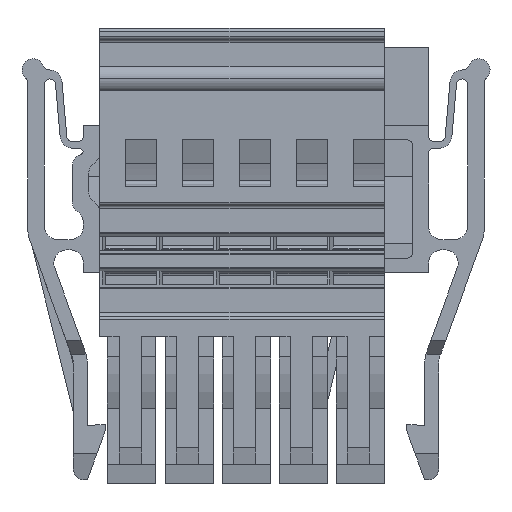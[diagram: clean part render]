
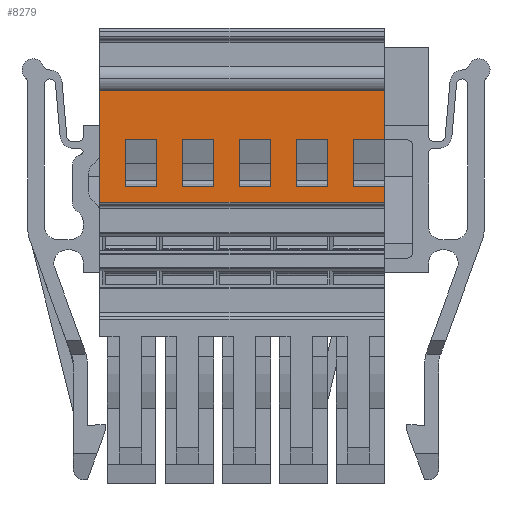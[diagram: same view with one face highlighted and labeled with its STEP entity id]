
A CAD part, front view. The second image highlights one B-rep face of the part: STEP entity #8279.
In plain terms, the highlighted planar face has unit normal (0, -1, 0).
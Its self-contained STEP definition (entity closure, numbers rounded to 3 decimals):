
#8107=AXIS2_PLACEMENT_3D('Plane Axis2P3D',#8104,#8105,#8106) ;
#3241=CARTESIAN_POINT('Vertex',(32.45,0.6,35.155)) ;
#3244=CARTESIAN_POINT('Line Origine',(32.45,0.6,32.963)) ;
#3248=CARTESIAN_POINT('Vertex',(32.45,0.6,30.772)) ;
#3297=CARTESIAN_POINT('Vertex',(32.45,0.6,26.556)) ;
#3300=CARTESIAN_POINT('Line Origine',(32.45,0.6,25.878)) ;
#3304=CARTESIAN_POINT('Vertex',(32.45,0.6,25.2)) ;
#6167=CARTESIAN_POINT('Vertex',(6.95,0.6,25.2)) ;
#6170=CARTESIAN_POINT('Line Origine',(6.95,0.6,30.177)) ;
#6174=CARTESIAN_POINT('Vertex',(6.95,0.6,35.155)) ;
#8091=CARTESIAN_POINT('Line Origine',(32.45,0.6,35.155)) ;
#8104=CARTESIAN_POINT('Axis2P3D Location',(32.45,0.6,26.556)) ;
#8109=CARTESIAN_POINT('Line Origine',(29.65,0.6,28.664)) ;
#8113=CARTESIAN_POINT('Vertex',(29.65,0.6,30.772)) ;
#8115=CARTESIAN_POINT('Vertex',(29.65,0.6,26.556)) ;
#8118=CARTESIAN_POINT('Line Origine',(31.05,0.6,30.772)) ;
#8123=CARTESIAN_POINT('Line Origine',(19.7,0.6,25.2)) ;
#8128=CARTESIAN_POINT('Line Origine',(31.05,0.6,26.556)) ;
#8143=CARTESIAN_POINT('Line Origine',(25.95,0.6,30.772)) ;
#8147=CARTESIAN_POINT('Vertex',(27.35,0.6,30.772)) ;
#8149=CARTESIAN_POINT('Vertex',(24.55,0.6,30.772)) ;
#8152=CARTESIAN_POINT('Line Origine',(27.35,0.6,28.664)) ;
#8156=CARTESIAN_POINT('Vertex',(27.35,0.6,26.556)) ;
#8159=CARTESIAN_POINT('Line Origine',(25.95,0.6,26.556)) ;
#8163=CARTESIAN_POINT('Vertex',(24.55,0.6,26.556)) ;
#8166=CARTESIAN_POINT('Line Origine',(24.55,0.6,28.664)) ;
#8177=CARTESIAN_POINT('Line Origine',(20.85,0.6,30.772)) ;
#8181=CARTESIAN_POINT('Vertex',(22.25,0.6,30.772)) ;
#8183=CARTESIAN_POINT('Vertex',(19.45,0.6,30.772)) ;
#8186=CARTESIAN_POINT('Line Origine',(22.25,0.6,28.664)) ;
#8190=CARTESIAN_POINT('Vertex',(22.25,0.6,26.556)) ;
#8193=CARTESIAN_POINT('Line Origine',(20.85,0.6,26.556)) ;
#8197=CARTESIAN_POINT('Vertex',(19.45,0.6,26.556)) ;
#8200=CARTESIAN_POINT('Line Origine',(19.45,0.6,28.664)) ;
#8211=CARTESIAN_POINT('Line Origine',(15.75,0.6,30.772)) ;
#8215=CARTESIAN_POINT('Vertex',(17.15,0.6,30.772)) ;
#8217=CARTESIAN_POINT('Vertex',(14.35,0.6,30.772)) ;
#8220=CARTESIAN_POINT('Line Origine',(17.15,0.6,28.664)) ;
#8224=CARTESIAN_POINT('Vertex',(17.15,0.6,26.556)) ;
#8227=CARTESIAN_POINT('Line Origine',(15.75,0.6,26.556)) ;
#8231=CARTESIAN_POINT('Vertex',(14.35,0.6,26.556)) ;
#8234=CARTESIAN_POINT('Line Origine',(14.35,0.6,28.664)) ;
#8245=CARTESIAN_POINT('Line Origine',(10.65,0.6,30.772)) ;
#8249=CARTESIAN_POINT('Vertex',(12.05,0.6,30.772)) ;
#8251=CARTESIAN_POINT('Vertex',(9.25,0.6,30.772)) ;
#8254=CARTESIAN_POINT('Line Origine',(12.05,0.6,28.664)) ;
#8258=CARTESIAN_POINT('Vertex',(12.05,0.6,26.556)) ;
#8261=CARTESIAN_POINT('Line Origine',(10.65,0.6,26.556)) ;
#8265=CARTESIAN_POINT('Vertex',(9.25,0.6,26.556)) ;
#8268=CARTESIAN_POINT('Line Origine',(9.25,0.6,28.664)) ;
#3245=DIRECTION('Vector Direction',(0.,0.,-1.)) ;
#3301=DIRECTION('Vector Direction',(0.,0.,-1.)) ;
#6171=DIRECTION('Vector Direction',(0.,0.,-1.)) ;
#8092=DIRECTION('Vector Direction',(1.,0.,0.)) ;
#8105=DIRECTION('Axis2P3D Direction',(0.,1.,-0.)) ;
#8106=DIRECTION('Axis2P3D XDirection',(-1.,0.,0.)) ;
#8110=DIRECTION('Vector Direction',(0.,0.,-1.)) ;
#8119=DIRECTION('Vector Direction',(-1.,0.,0.)) ;
#8124=DIRECTION('Vector Direction',(-1.,0.,0.)) ;
#8129=DIRECTION('Vector Direction',(-1.,0.,0.)) ;
#8144=DIRECTION('Vector Direction',(-1.,0.,0.)) ;
#8153=DIRECTION('Vector Direction',(0.,0.,-1.)) ;
#8160=DIRECTION('Vector Direction',(-1.,0.,0.)) ;
#8167=DIRECTION('Vector Direction',(0.,0.,-1.)) ;
#8178=DIRECTION('Vector Direction',(-1.,0.,0.)) ;
#8187=DIRECTION('Vector Direction',(0.,0.,-1.)) ;
#8194=DIRECTION('Vector Direction',(-1.,0.,0.)) ;
#8201=DIRECTION('Vector Direction',(0.,0.,-1.)) ;
#8212=DIRECTION('Vector Direction',(-1.,0.,0.)) ;
#8221=DIRECTION('Vector Direction',(0.,0.,-1.)) ;
#8228=DIRECTION('Vector Direction',(-1.,0.,0.)) ;
#8235=DIRECTION('Vector Direction',(0.,0.,-1.)) ;
#8246=DIRECTION('Vector Direction',(-1.,0.,0.)) ;
#8255=DIRECTION('Vector Direction',(0.,0.,-1.)) ;
#8262=DIRECTION('Vector Direction',(-1.,0.,0.)) ;
#8269=DIRECTION('Vector Direction',(0.,0.,-1.)) ;
#3246=VECTOR('Line Direction',#3245,1.) ;
#3302=VECTOR('Line Direction',#3301,1.) ;
#6172=VECTOR('Line Direction',#6171,1.) ;
#8093=VECTOR('Line Direction',#8092,1.) ;
#8111=VECTOR('Line Direction',#8110,1.) ;
#8120=VECTOR('Line Direction',#8119,1.) ;
#8125=VECTOR('Line Direction',#8124,1.) ;
#8130=VECTOR('Line Direction',#8129,1.) ;
#8145=VECTOR('Line Direction',#8144,1.) ;
#8154=VECTOR('Line Direction',#8153,1.) ;
#8161=VECTOR('Line Direction',#8160,1.) ;
#8168=VECTOR('Line Direction',#8167,1.) ;
#8179=VECTOR('Line Direction',#8178,1.) ;
#8188=VECTOR('Line Direction',#8187,1.) ;
#8195=VECTOR('Line Direction',#8194,1.) ;
#8202=VECTOR('Line Direction',#8201,1.) ;
#8213=VECTOR('Line Direction',#8212,1.) ;
#8222=VECTOR('Line Direction',#8221,1.) ;
#8229=VECTOR('Line Direction',#8228,1.) ;
#8236=VECTOR('Line Direction',#8235,1.) ;
#8247=VECTOR('Line Direction',#8246,1.) ;
#8256=VECTOR('Line Direction',#8255,1.) ;
#8263=VECTOR('Line Direction',#8262,1.) ;
#8270=VECTOR('Line Direction',#8269,1.) ;
#8134=ORIENTED_EDGE('',*,*,#8117,.F.) ;
#8135=ORIENTED_EDGE('',*,*,#8122,.F.) ;
#8136=ORIENTED_EDGE('',*,*,#3250,.F.) ;
#8137=ORIENTED_EDGE('',*,*,#8095,.T.) ;
#8138=ORIENTED_EDGE('',*,*,#6176,.T.) ;
#8139=ORIENTED_EDGE('',*,*,#8127,.F.) ;
#8140=ORIENTED_EDGE('',*,*,#3306,.F.) ;
#8141=ORIENTED_EDGE('',*,*,#8132,.T.) ;
#8172=ORIENTED_EDGE('',*,*,#8151,.F.) ;
#8173=ORIENTED_EDGE('',*,*,#8158,.T.) ;
#8174=ORIENTED_EDGE('',*,*,#8165,.T.) ;
#8175=ORIENTED_EDGE('',*,*,#8170,.F.) ;
#8206=ORIENTED_EDGE('',*,*,#8185,.F.) ;
#8207=ORIENTED_EDGE('',*,*,#8192,.T.) ;
#8208=ORIENTED_EDGE('',*,*,#8199,.T.) ;
#8209=ORIENTED_EDGE('',*,*,#8204,.F.) ;
#8240=ORIENTED_EDGE('',*,*,#8219,.F.) ;
#8241=ORIENTED_EDGE('',*,*,#8226,.T.) ;
#8242=ORIENTED_EDGE('',*,*,#8233,.T.) ;
#8243=ORIENTED_EDGE('',*,*,#8238,.F.) ;
#8274=ORIENTED_EDGE('',*,*,#8253,.F.) ;
#8275=ORIENTED_EDGE('',*,*,#8260,.T.) ;
#8276=ORIENTED_EDGE('',*,*,#8267,.T.) ;
#8277=ORIENTED_EDGE('',*,*,#8272,.F.) ;
#8176=FACE_BOUND('',#8171,.T.) ;
#8210=FACE_BOUND('',#8205,.T.) ;
#8244=FACE_BOUND('',#8239,.T.) ;
#8278=FACE_BOUND('',#8273,.T.) ;
#8279=ADVANCED_FACE('V1',(#8142,#8176,#8210,#8244,#8278),#8108,.F.) ;
#3250=EDGE_CURVE('',#3242,#3249,#3247,.T.) ;
#3306=EDGE_CURVE('',#3298,#3305,#3303,.T.) ;
#6176=EDGE_CURVE('',#6175,#6168,#6173,.T.) ;
#8095=EDGE_CURVE('',#3242,#6175,#8094,.F.) ;
#8117=EDGE_CURVE('',#8114,#8116,#8112,.T.) ;
#8122=EDGE_CURVE('',#3249,#8114,#8121,.T.) ;
#8127=EDGE_CURVE('',#3305,#6168,#8126,.T.) ;
#8132=EDGE_CURVE('',#3298,#8116,#8131,.T.) ;
#8151=EDGE_CURVE('',#8148,#8150,#8146,.T.) ;
#8158=EDGE_CURVE('',#8148,#8157,#8155,.T.) ;
#8165=EDGE_CURVE('',#8157,#8164,#8162,.T.) ;
#8170=EDGE_CURVE('',#8150,#8164,#8169,.T.) ;
#8185=EDGE_CURVE('',#8182,#8184,#8180,.T.) ;
#8192=EDGE_CURVE('',#8182,#8191,#8189,.T.) ;
#8199=EDGE_CURVE('',#8191,#8198,#8196,.T.) ;
#8204=EDGE_CURVE('',#8184,#8198,#8203,.T.) ;
#8219=EDGE_CURVE('',#8216,#8218,#8214,.T.) ;
#8226=EDGE_CURVE('',#8216,#8225,#8223,.T.) ;
#8233=EDGE_CURVE('',#8225,#8232,#8230,.T.) ;
#8238=EDGE_CURVE('',#8218,#8232,#8237,.T.) ;
#8253=EDGE_CURVE('',#8250,#8252,#8248,.T.) ;
#8260=EDGE_CURVE('',#8250,#8259,#8257,.T.) ;
#8267=EDGE_CURVE('',#8259,#8266,#8264,.T.) ;
#8272=EDGE_CURVE('',#8252,#8266,#8271,.T.) ;
#8133=EDGE_LOOP('',(#8134,#8135,#8136,#8137,#8138,#8139,#8140,#8141)) ;
#8171=EDGE_LOOP('',(#8172,#8173,#8174,#8175)) ;
#8205=EDGE_LOOP('',(#8206,#8207,#8208,#8209)) ;
#8239=EDGE_LOOP('',(#8240,#8241,#8242,#8243)) ;
#8273=EDGE_LOOP('',(#8274,#8275,#8276,#8277)) ;
#8142=FACE_OUTER_BOUND('',#8133,.T.) ;
#3247=LINE('Line',#3244,#3246) ;
#3303=LINE('Line',#3300,#3302) ;
#6173=LINE('Line',#6170,#6172) ;
#8094=LINE('Line',#8091,#8093) ;
#8112=LINE('Line',#8109,#8111) ;
#8121=LINE('Line',#8118,#8120) ;
#8126=LINE('Line',#8123,#8125) ;
#8131=LINE('Line',#8128,#8130) ;
#8146=LINE('Line',#8143,#8145) ;
#8155=LINE('Line',#8152,#8154) ;
#8162=LINE('Line',#8159,#8161) ;
#8169=LINE('Line',#8166,#8168) ;
#8180=LINE('Line',#8177,#8179) ;
#8189=LINE('Line',#8186,#8188) ;
#8196=LINE('Line',#8193,#8195) ;
#8203=LINE('Line',#8200,#8202) ;
#8214=LINE('Line',#8211,#8213) ;
#8223=LINE('Line',#8220,#8222) ;
#8230=LINE('Line',#8227,#8229) ;
#8237=LINE('Line',#8234,#8236) ;
#8248=LINE('Line',#8245,#8247) ;
#8257=LINE('Line',#8254,#8256) ;
#8264=LINE('Line',#8261,#8263) ;
#8271=LINE('Line',#8268,#8270) ;
#8108=PLANE('',#8107) ;
#3242=VERTEX_POINT('',#3241) ;
#3249=VERTEX_POINT('',#3248) ;
#3298=VERTEX_POINT('',#3297) ;
#3305=VERTEX_POINT('',#3304) ;
#6168=VERTEX_POINT('',#6167) ;
#6175=VERTEX_POINT('',#6174) ;
#8114=VERTEX_POINT('',#8113) ;
#8116=VERTEX_POINT('',#8115) ;
#8148=VERTEX_POINT('',#8147) ;
#8150=VERTEX_POINT('',#8149) ;
#8157=VERTEX_POINT('',#8156) ;
#8164=VERTEX_POINT('',#8163) ;
#8182=VERTEX_POINT('',#8181) ;
#8184=VERTEX_POINT('',#8183) ;
#8191=VERTEX_POINT('',#8190) ;
#8198=VERTEX_POINT('',#8197) ;
#8216=VERTEX_POINT('',#8215) ;
#8218=VERTEX_POINT('',#8217) ;
#8225=VERTEX_POINT('',#8224) ;
#8232=VERTEX_POINT('',#8231) ;
#8250=VERTEX_POINT('',#8249) ;
#8252=VERTEX_POINT('',#8251) ;
#8259=VERTEX_POINT('',#8258) ;
#8266=VERTEX_POINT('',#8265) ;
